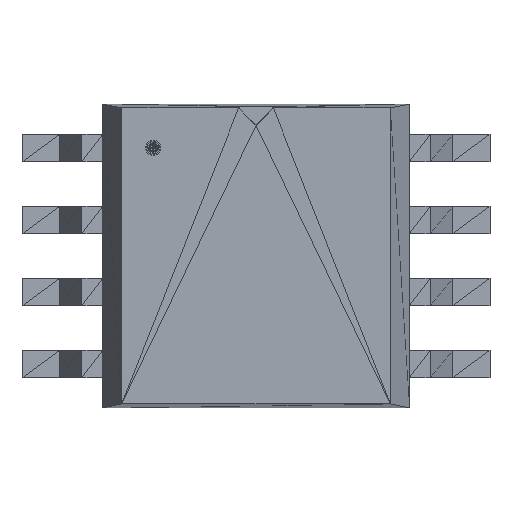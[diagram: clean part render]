
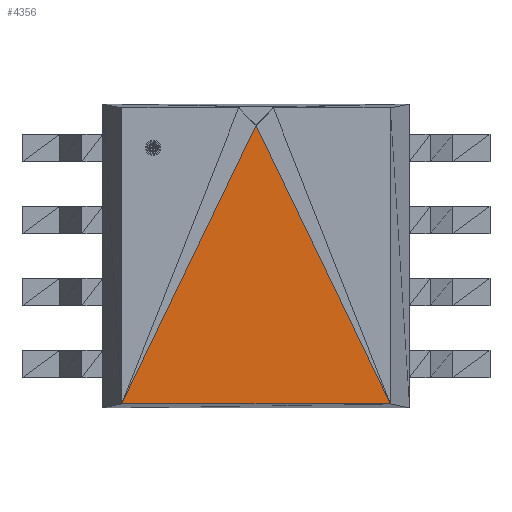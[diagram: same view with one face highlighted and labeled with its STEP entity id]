
A CAD part, top view. The second image highlights one B-rep face of the part: STEP entity #4356.
In plain terms, the highlighted planar face has unit normal (0, 0, 1).
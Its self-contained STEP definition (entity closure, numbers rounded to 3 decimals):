
#4356=ADVANCED_FACE('',(#4357),#4383,.F.);
#4357=FACE_OUTER_BOUND('',#4358,.T.);
#4358=EDGE_LOOP('',(#4359,#4361,#4363));
#4359=ORIENTED_EDGE('',*,*,#4360,.T.);
#4360=EDGE_CURVE('',#4365,#4367,#4369,.T.);
#4361=ORIENTED_EDGE('',*,*,#4362,.T.);
#4362=EDGE_CURVE('',#4367,#4373,#4375,.T.);
#4363=ORIENTED_EDGE('',*,*,#4364,.T.);
#4364=EDGE_CURVE('',#4373,#4365,#4379,.T.);
#4365=VERTEX_POINT('',#4366);
#4366=CARTESIAN_POINT('',(2.367,-2.61,2.16));
#4367=VERTEX_POINT('',#4368);
#4368=CARTESIAN_POINT('',(-2.367,-2.61,2.16));
#4369=LINE('',#4370,#4371);
#4370=CARTESIAN_POINT('',(2.367,-2.61,2.16));
#4371=VECTOR('',#4372,1.0);
#4372=DIRECTION('',(1.0,0.0,0.0));
#4373=VERTEX_POINT('',#4374);
#4374=CARTESIAN_POINT('',(0.0,2.305,2.16));
#4375=LINE('',#4376,#4377);
#4376=CARTESIAN_POINT('',(-2.367,-2.61,2.16));
#4377=VECTOR('',#4378,1.0);
#4378=DIRECTION('',(-0.434,-0.901,0.0));
#4379=LINE('',#4380,#4381);
#4380=CARTESIAN_POINT('',(0.0,2.305,2.16));
#4381=VECTOR('',#4382,1.0);
#4382=DIRECTION('',(-0.434,0.901,0.0));
#4383=PLANE('',#4384);
#4384=AXIS2_PLACEMENT_3D('',#4385,#4386,#4387);
#4385=CARTESIAN_POINT('',(-2.367,-2.61,2.16));
#4386=DIRECTION('',(0.0,0.0,-1.0));
#4387=DIRECTION('',(0.434,-0.901,0.0));
